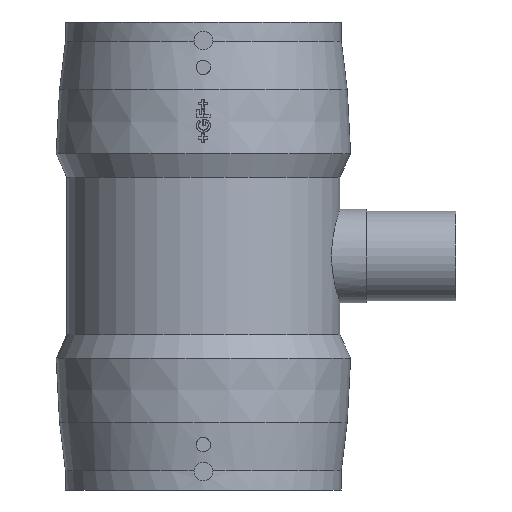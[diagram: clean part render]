
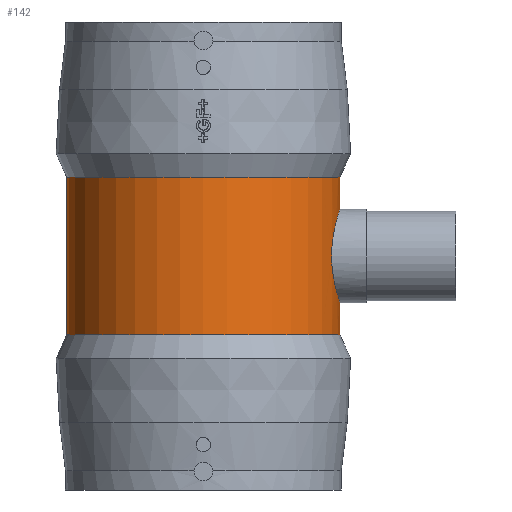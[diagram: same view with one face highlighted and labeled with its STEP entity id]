
A CAD part, front view. The second image highlights one B-rep face of the part: STEP entity #142.
In plain terms, the highlighted cylindrical face has radius 96.25 mm (diameter 192.5 mm), a partial arc.
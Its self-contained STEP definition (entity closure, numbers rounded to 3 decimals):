
#142=ADVANCED_FACE('',(#373),#374,.T.);
#373=FACE_OUTER_BOUND('',#702,.T.);
#374=CYLINDRICAL_SURFACE('',#703,96.25);
#702=EDGE_LOOP('',(#1066,#1067,#1068,#1069,#1070,#1071,#1072));
#703=AXIS2_PLACEMENT_3D('',#1073,#1074,#1075);
#1066=ORIENTED_EDGE('',*,*,#1982,.F.);
#1067=ORIENTED_EDGE('',*,*,#1983,.F.);
#1068=ORIENTED_EDGE('',*,*,#1984,.F.);
#1069=ORIENTED_EDGE('',*,*,#1979,.F.);
#1070=ORIENTED_EDGE('',*,*,#1985,.F.);
#1071=ORIENTED_EDGE('',*,*,#1986,.T.);
#1072=ORIENTED_EDGE('',*,*,#1987,.T.);
#1073=CARTESIAN_POINT('',(0.0,0.0,-27.266));
#1074=DIRECTION('',(0.0,0.0,-1.0));
#1075=DIRECTION('',(1.0,0.0,0.0));
#1979=EDGE_CURVE('',#2373,#2375,#2376,.T.);
#1982=EDGE_CURVE('',#2379,#2380,#2381,.T.);
#1983=EDGE_CURVE('',#2382,#2379,#2383,.T.);
#1984=EDGE_CURVE('',#2375,#2382,#2384,.T.);
#1985=EDGE_CURVE('',#2385,#2373,#2386,.T.);
#1986=EDGE_CURVE('',#2385,#2387,#2388,.T.);
#1987=EDGE_CURVE('',#2387,#2380,#2389,.T.);
#2373=VERTEX_POINT('',#3150);
#2375=VERTEX_POINT('',#3153);
#2376=CIRCLE('',#3154,96.25);
#2379=VERTEX_POINT('',#3158);
#2380=VERTEX_POINT('',#3159);
#2381=LINE('',#3160,#3161);
#2382=VERTEX_POINT('',#3162);
#2383=CIRCLE('',#3163,96.25);
#2384=LINE('',#3164,#3165);
#2385=VERTEX_POINT('',#3166);
#2386=LINE('',#3167,#3168);
#2387=VERTEX_POINT('',#3169);
#2388=B_SPLINE_CURVE_WITH_KNOTS('',3,(#3170,#3171,#3172,#3173,#3174,#3175,#3176,#3177,#3178,#3179,#3180,#3181,#3182,#3183,#3184,#3185,#3186,#3187,#3188,#3189,#3190,#3191,#3192,#3193,#3194,#3195,#3196,#3197,#3198,#3199,#3200,#3201,#3202,#3203),.UNSPECIFIED.,.F.,.F.,(4,2,2,2,2,2,2,2,2,2,2,2,2,2,2,2,4),(150.498,153.632,156.767,159.901,163.036,166.171,169.305,172.44,175.574,178.71,181.847,184.983,188.119,191.255,194.391,197.528,200.664),.UNSPECIFIED.);
#2389=B_SPLINE_CURVE_WITH_KNOTS('',3,(#3204,#3205,#3206,#3207,#3208,#3209,#3210,#3211,#3212,#3213,#3214,#3215,#3216,#3217,#3218,#3219,#3220,#3221,#3222,#3223,#3224,#3225,#3226,#3227,#3228,#3229,#3230,#3231,#3232,#3233,#3234,#3235,#3236,#3237),.UNSPECIFIED.,.F.,.F.,(4,2,2,2,2,2,2,2,2,2,2,2,2,2,2,2,4),(0.0,3.136,6.272,9.409,12.545,15.681,18.817,21.953,25.09,28.224,31.359,34.493,37.628,40.762,43.897,47.031,50.166),.UNSPECIFIED.);
#3150=CARTESIAN_POINT('',(96.25,0.0,-55.532));
#3153=CARTESIAN_POINT('',(-96.25,0.,-55.532));
#3154=AXIS2_PLACEMENT_3D('',#4808,#4809,#4810);
#3158=CARTESIAN_POINT('',(96.25,0.,55.532));
#3159=CARTESIAN_POINT('',(96.25,0.,33.0));
#3160=CARTESIAN_POINT('',(96.25,0.,-27.266));
#3161=VECTOR('',#4812,1.0);
#3162=CARTESIAN_POINT('',(-96.25,0.0,55.532));
#3163=AXIS2_PLACEMENT_3D('',#4813,#4814,#4815);
#3164=CARTESIAN_POINT('',(-96.25,0.,-27.266));
#3165=VECTOR('',#4816,1.0);
#3166=CARTESIAN_POINT('',(96.25,0.,-33.0));
#3167=CARTESIAN_POINT('',(96.25,0.,-27.266));
#3168=VECTOR('',#4817,1.0);
#3169=CARTESIAN_POINT('',(90.416,-33.0,0.));
#3170=CARTESIAN_POINT('',(96.25,0.,-33.0));
#3171=CARTESIAN_POINT('',(96.25,-1.045,-33.0));
#3172=CARTESIAN_POINT('',(96.233,-2.106,-32.95));
#3173=CARTESIAN_POINT('',(96.162,-4.241,-32.744));
#3174=CARTESIAN_POINT('',(96.109,-5.315,-32.587));
#3175=CARTESIAN_POINT('',(95.967,-7.454,-32.166));
#3176=CARTESIAN_POINT('',(95.878,-8.519,-31.9));
#3177=CARTESIAN_POINT('',(95.668,-10.622,-31.263));
#3178=CARTESIAN_POINT('',(95.547,-11.66,-30.891));
#3179=CARTESIAN_POINT('',(95.277,-13.691,-30.046));
#3180=CARTESIAN_POINT('',(95.128,-14.684,-29.573));
#3181=CARTESIAN_POINT('',(94.811,-16.611,-28.535));
#3182=CARTESIAN_POINT('',(94.642,-17.545,-27.971));
#3183=CARTESIAN_POINT('',(94.292,-19.338,-26.762));
#3184=CARTESIAN_POINT('',(94.111,-20.198,-26.118));
#3185=CARTESIAN_POINT('',(93.745,-21.832,-24.768));
#3186=CARTESIAN_POINT('',(93.56,-22.607,-24.062));
#3187=CARTESIAN_POINT('',(93.197,-24.062,-22.607));
#3188=CARTESIAN_POINT('',(93.011,-24.769,-21.832));
#3189=CARTESIAN_POINT('',(92.641,-26.119,-20.197));
#3190=CARTESIAN_POINT('',(92.457,-26.763,-19.337));
#3191=CARTESIAN_POINT('',(92.098,-27.971,-17.544));
#3192=CARTESIAN_POINT('',(91.924,-28.536,-16.61));
#3193=CARTESIAN_POINT('',(91.596,-29.573,-14.684));
#3194=CARTESIAN_POINT('',(91.441,-30.046,-13.69));
#3195=CARTESIAN_POINT('',(91.159,-30.891,-11.661));
#3196=CARTESIAN_POINT('',(91.032,-31.263,-10.623));
#3197=CARTESIAN_POINT('',(90.811,-31.9,-8.52));
#3198=CARTESIAN_POINT('',(90.717,-32.165,-7.455));
#3199=CARTESIAN_POINT('',(90.566,-32.587,-5.316));
#3200=CARTESIAN_POINT('',(90.509,-32.744,-4.243));
#3201=CARTESIAN_POINT('',(90.434,-32.95,-2.107));
#3202=CARTESIAN_POINT('',(90.416,-33.0,-1.045));
#3203=CARTESIAN_POINT('',(90.416,-33.0,0.));
#3204=CARTESIAN_POINT('',(90.416,-33.0,0.));
#3205=CARTESIAN_POINT('',(90.416,-33.0,1.045));
#3206=CARTESIAN_POINT('',(90.434,-32.95,2.107));
#3207=CARTESIAN_POINT('',(90.509,-32.744,4.243));
#3208=CARTESIAN_POINT('',(90.566,-32.587,5.316));
#3209=CARTESIAN_POINT('',(90.717,-32.165,7.455));
#3210=CARTESIAN_POINT('',(90.811,-31.9,8.52));
#3211=CARTESIAN_POINT('',(91.032,-31.263,10.623));
#3212=CARTESIAN_POINT('',(91.159,-30.891,11.661));
#3213=CARTESIAN_POINT('',(91.441,-30.046,13.69));
#3214=CARTESIAN_POINT('',(91.596,-29.573,14.684));
#3215=CARTESIAN_POINT('',(91.924,-28.536,16.61));
#3216=CARTESIAN_POINT('',(92.098,-27.971,17.544));
#3217=CARTESIAN_POINT('',(92.457,-26.763,19.337));
#3218=CARTESIAN_POINT('',(92.641,-26.119,20.197));
#3219=CARTESIAN_POINT('',(93.011,-24.769,21.832));
#3220=CARTESIAN_POINT('',(93.197,-24.062,22.607));
#3221=CARTESIAN_POINT('',(93.56,-22.607,24.062));
#3222=CARTESIAN_POINT('',(93.745,-21.832,24.768));
#3223=CARTESIAN_POINT('',(94.111,-20.198,26.118));
#3224=CARTESIAN_POINT('',(94.292,-19.338,26.762));
#3225=CARTESIAN_POINT('',(94.642,-17.545,27.971));
#3226=CARTESIAN_POINT('',(94.811,-16.611,28.535));
#3227=CARTESIAN_POINT('',(95.128,-14.684,29.573));
#3228=CARTESIAN_POINT('',(95.277,-13.691,30.046));
#3229=CARTESIAN_POINT('',(95.547,-11.66,30.891));
#3230=CARTESIAN_POINT('',(95.668,-10.622,31.263));
#3231=CARTESIAN_POINT('',(95.878,-8.519,31.9));
#3232=CARTESIAN_POINT('',(95.967,-7.454,32.166));
#3233=CARTESIAN_POINT('',(96.109,-5.315,32.587));
#3234=CARTESIAN_POINT('',(96.162,-4.241,32.744));
#3235=CARTESIAN_POINT('',(96.233,-2.106,32.95));
#3236=CARTESIAN_POINT('',(96.25,-1.045,33.0));
#3237=CARTESIAN_POINT('',(96.25,0.,33.0));
#4808=CARTESIAN_POINT('',(0.0,0.0,-55.532));
#4809=DIRECTION('',(0.0,0.0,-1.0));
#4810=DIRECTION('',(1.0,0.0,0.0));
#4812=DIRECTION('',(0.0,0.0,-1.0));
#4813=CARTESIAN_POINT('',(0.0,0.0,55.532));
#4814=DIRECTION('',(0.0,0.0,1.0));
#4815=DIRECTION('',(-1.0,0.0,0.0));
#4816=DIRECTION('',(-0.0,-0.0,1.0));
#4817=DIRECTION('',(0.0,0.0,-1.0));
